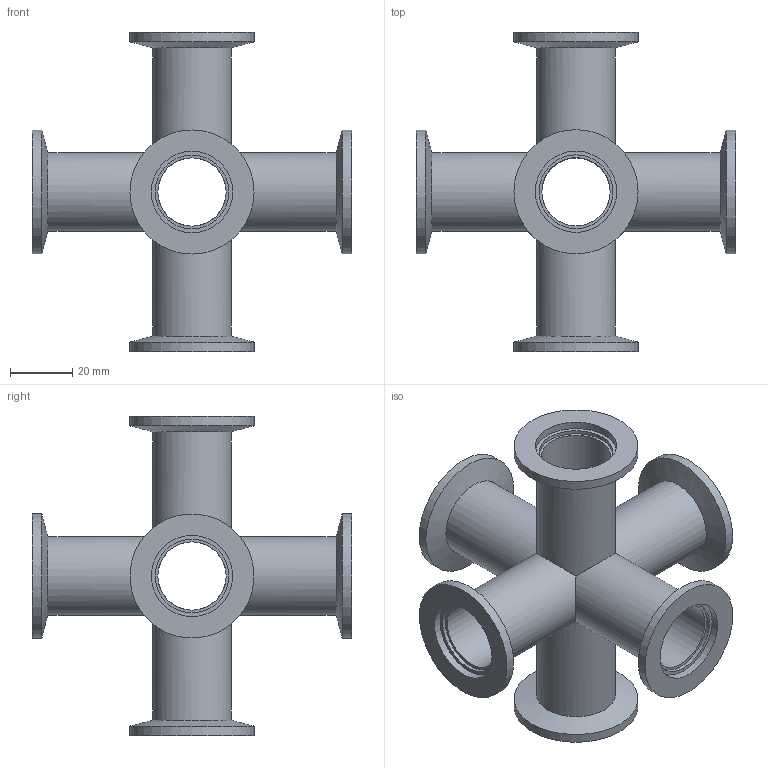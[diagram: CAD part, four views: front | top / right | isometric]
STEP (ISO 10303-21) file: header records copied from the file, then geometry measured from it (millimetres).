
FILE_DESCRIPTION(/* description */ (''),/* implementation_level */ '2;1');
FILE_NAME(/* name */ 'FL-6X25KF.stp',/* time_stamp */ '2019-02-06T15:42:27+00:00',/* author */ ('paul'),/* organization */ (''),/* preprocessor_version */ 'ST-DEVELOPER v17.2',/* originating_system */ 'Autodesk Inventor 2019',/* authorisation */ '');
FILE_SCHEMA (('AUTOMOTIVE_DESIGN { 1 0 10303 214 3 1 1 }'));
Length unit declared in the file: millimetre
Products named in the file (3): FL-5X25KF; FL-25KF-25W; Tube
Assembly tree (12 placements, depth 2):
  FL-5X25KF
    Tube  x6
    FL-25KF-25W  x6
Bounding box: 102.8 x 102.8 x 102.8 mm (x, y, z)
Volume: 45593.9 mm3; surface area: 49418.2 mm2
Topology: 12 solids, 12 shells, 90 faces, 234 edges, 168 vertices
Faces by surface type: plane 48, cylinder 36, cone 6
Full cylindrical faces by diameter (mm): 22 x6, 23.75 x6, 25.4 x6, 25.6 x6, 26.2 x6, 40 x6
Entity records: 682 total; most frequent: DIRECTION 127, CARTESIAN_POINT 97, ORIENTED_EDGE 78, AXIS2_PLACEMENT_3D 58, EDGE_CURVE 39, VERTEX_POINT 28, EDGE_LOOP 19, CIRCLE 18
